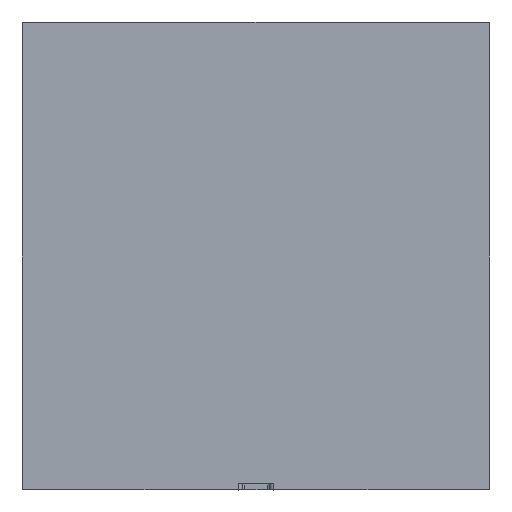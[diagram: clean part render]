
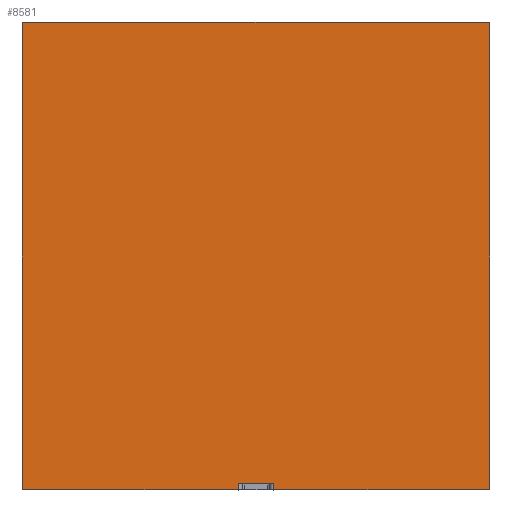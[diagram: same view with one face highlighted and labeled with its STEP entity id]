
A CAD part, left-side view. The second image highlights one B-rep face of the part: STEP entity #8581.
In plain terms, the highlighted face is planar.
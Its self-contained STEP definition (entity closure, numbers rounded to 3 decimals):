
#6356=CARTESIAN_POINT(' ',(-84.001,-85.,12.));
#6357=VERTEX_POINT(' ',#6356);
#6371=CARTESIAN_POINT(' ',(84.001,-85.,12.));
#6376=DIRECTION(' ',(-1.,0.,0.));
#6381=VECTOR(' ',#6376,1.);
#6386=LINE('',#6371,#6381);
#6391=CARTESIAN_POINT(' ',(84.001,-85.,12.));
#6392=VERTEX_POINT(' ',#6391);
#6396=EDGE_CURVE(' ',#6392,#6357,#6386,.T.);
#6696=CARTESIAN_POINT(' ',(85.,-6.467,12.));
#6697=VERTEX_POINT(' ',#6696);
#6851=CARTESIAN_POINT(' ',(85.,6.467,12.));
#6852=VERTEX_POINT(' ',#6851);
#6866=CARTESIAN_POINT(' ',(85.,84.001,12.));
#6871=DIRECTION(' ',(0.,-1.,0.));
#6876=VECTOR(' ',#6871,1.);
#6881=LINE('',#6866,#6876);
#6886=CARTESIAN_POINT(' ',(85.,84.001,12.));
#6887=VERTEX_POINT(' ',#6886);
#6891=EDGE_CURVE(' ',#6887,#6852,#6881,.T.);
#6956=CARTESIAN_POINT(' ',(85.,-84.001,12.));
#6957=VERTEX_POINT(' ',#6956);
#6971=CARTESIAN_POINT(' ',(85.,-6.467,12.));
#6976=DIRECTION(' ',(0.,-1.,0.));
#6981=VECTOR(' ',#6976,1.);
#6986=LINE('',#6971,#6981);
#6991=EDGE_CURVE(' ',#6697,#6957,#6986,.T.);
#7256=CARTESIAN_POINT(' ',(84.001,85.,12.));
#7257=VERTEX_POINT(' ',#7256);
#7271=CARTESIAN_POINT(' ',(-84.001,85.,12.));
#7276=DIRECTION(' ',(1.,0.,0.));
#7281=VECTOR(' ',#7276,1.);
#7286=LINE('',#7271,#7281);
#7291=CARTESIAN_POINT(' ',(-84.001,85.,12.));
#7292=VERTEX_POINT(' ',#7291);
#7296=EDGE_CURVE(' ',#7292,#7257,#7286,.T.);
#7401=CARTESIAN_POINT(' ',(-85.,84.001,12.));
#7402=VERTEX_POINT(' ',#7401);
#7416=CARTESIAN_POINT(' ',(-85.,-84.001,12.));
#7421=DIRECTION(' ',(0.,1.,0.));
#7426=VECTOR(' ',#7421,1.);
#7431=LINE('',#7416,#7426);
#7436=CARTESIAN_POINT(' ',(-85.,-84.001,12.));
#7437=VERTEX_POINT(' ',#7436);
#7441=EDGE_CURVE(' ',#7437,#7402,#7431,.T.);
#8191=CARTESIAN_POINT(' ',(84.002,-84.002,12.));
#8196=DIRECTION(' ',(0.,0.,1.));
#8201=DIRECTION(' ',(-0.001,-1.,0.));
#8206=AXIS2_PLACEMENT_3D(' ',#8191,#8196,#8201);
#8211=CIRCLE('',#8206,0.998);
#8216=EDGE_CURVE(' ',#6392,#6957,#8211,.T.);
#8281=CARTESIAN_POINT(' ',(-84.002,-84.002,12.));
#8286=DIRECTION(' ',(0.,0.,1.));
#8291=DIRECTION(' ',(-1.,0.001,0.));
#8296=AXIS2_PLACEMENT_3D(' ',#8281,#8286,#8291);
#8301=CIRCLE('',#8296,0.998);
#8306=EDGE_CURVE(' ',#7437,#6357,#8301,.T.);
#8341=DIRECTION(' ',(-0.,-0.,-1.));
#8346=CARTESIAN_POINT(' ',(-85.,-85.,12.));
#8351=DIRECTION(' ',(0.,1.,0.));
#8356=AXIS2_PLACEMENT_3D(' ',#8346,#8341,#8351);
#8361=PLANE('',#8356);
#8366=ORIENTED_EDGE(' ',*,*,#6396,.T.);
#8371=ORIENTED_EDGE(' ',*,*,#8306,.F.);
#8376=ORIENTED_EDGE(' ',*,*,#7441,.T.);
#8381=CARTESIAN_POINT(' ',(-84.002,84.002,12.));
#8386=DIRECTION(' ',(0.,0.,1.));
#8391=DIRECTION(' ',(0.001,1.,0.));
#8396=AXIS2_PLACEMENT_3D(' ',#8381,#8386,#8391);
#8401=CIRCLE('',#8396,0.998);
#8406=EDGE_CURVE(' ',#7292,#7402,#8401,.T.);
#8411=ORIENTED_EDGE(' ',*,*,#8406,.F.);
#8416=ORIENTED_EDGE(' ',*,*,#7296,.T.);
#8421=CARTESIAN_POINT(' ',(84.002,84.002,12.));
#8426=DIRECTION(' ',(0.,0.,1.));
#8431=DIRECTION(' ',(1.,-0.001,0.));
#8436=AXIS2_PLACEMENT_3D(' ',#8421,#8426,#8431);
#8441=CIRCLE('',#8436,0.998);
#8446=EDGE_CURVE(' ',#6887,#7257,#8441,.T.);
#8451=ORIENTED_EDGE(' ',*,*,#8446,.F.);
#8456=ORIENTED_EDGE(' ',*,*,#6891,.T.);
#8461=CARTESIAN_POINT(' ',(85.,6.467,12.));
#8466=DIRECTION(' ',(-1.,0.,0.));
#8471=VECTOR(' ',#8466,1.);
#8476=LINE('',#8461,#8471);
#8481=CARTESIAN_POINT(' ',(82.5,6.467,12.));
#8482=VERTEX_POINT(' ',#8481);
#8486=EDGE_CURVE(' ',#6852,#8482,#8476,.T.);
#8491=ORIENTED_EDGE(' ',*,*,#8486,.T.);
#8496=CARTESIAN_POINT(' ',(82.5,6.467,12.));
#8501=DIRECTION(' ',(0.,-1.,0.));
#8506=VECTOR(' ',#8501,1.);
#8511=LINE('',#8496,#8506);
#8516=CARTESIAN_POINT(' ',(82.5,-6.467,12.));
#8517=VERTEX_POINT(' ',#8516);
#8521=EDGE_CURVE(' ',#8482,#8517,#8511,.T.);
#8526=ORIENTED_EDGE(' ',*,*,#8521,.T.);
#8531=CARTESIAN_POINT(' ',(82.5,-6.467,12.));
#8536=DIRECTION(' ',(1.,0.,0.));
#8541=VECTOR(' ',#8536,1.);
#8546=LINE('',#8531,#8541);
#8551=EDGE_CURVE(' ',#8517,#6697,#8546,.T.);
#8556=ORIENTED_EDGE(' ',*,*,#8551,.T.);
#8561=ORIENTED_EDGE(' ',*,*,#6991,.T.);
#8566=ORIENTED_EDGE(' ',*,*,#8216,.F.);
#8571=EDGE_LOOP(' ',(#8366,#8371,#8376,#8411,#8416,#8451,#8456,#8491,#8526,#8556,#8561,#8566));
#8576=FACE_OUTER_BOUND(' ',#8571,.T.);
#8581=ADVANCED_FACE('',(#8576),#8361,.T.);
